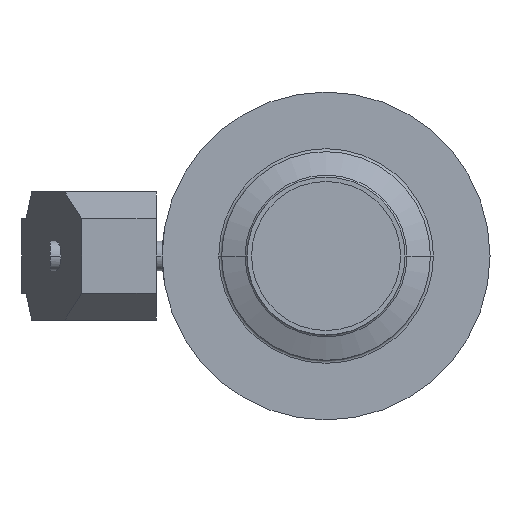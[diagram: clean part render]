
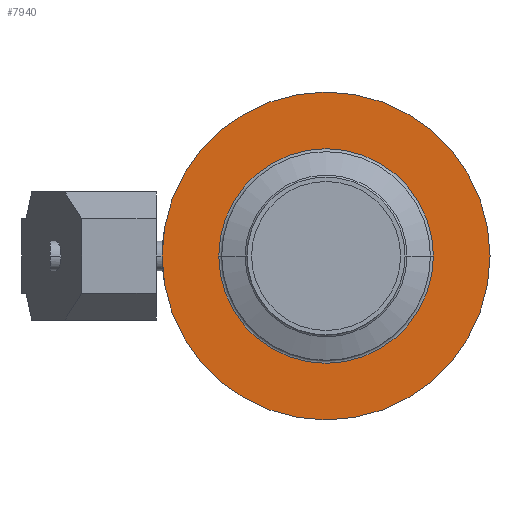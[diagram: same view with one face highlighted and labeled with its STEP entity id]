
A CAD part, left-side view. The second image highlights one B-rep face of the part: STEP entity #7940.
In plain terms, the highlighted planar face has unit normal (-1, 0, 0).
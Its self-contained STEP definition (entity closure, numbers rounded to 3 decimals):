
#7460=CARTESIAN_POINT('',(19.396,107.863,0.));
#7470=VERTEX_POINT('',#7460);
#7550=CARTESIAN_POINT('',(19.396,-2.137,
0.));
#7560=VERTEX_POINT('',#7550);
#7590=CARTESIAN_POINT('',(19.396,52.863,0.));
#7600=DIRECTION('',(-1.,0.,0.));
#7610=DIRECTION('',(0.,1.,0.));
#7620=AXIS2_PLACEMENT_3D('',#7590,#7600,#7610);
#7630=CIRCLE('',#7620,55.);
#7640=EDGE_CURVE('',#7560,#7470,#7630,.T.);
#7690=CARTESIAN_POINT('',(19.396,91.713,0.));
#7700=DIRECTION('',(1.,0.,0.));
#7710=DIRECTION('',(0.,-1.,0.));
#7720=AXIS2_PLACEMENT_3D('',#7690,#7700,#7710);
#7730=PLANE('',#7720);
#7740=EDGE_CURVE('',#7470,#7560,#7630,.T.);
#7750=ORIENTED_EDGE('',*,*,#7740,.T.);
#7760=ORIENTED_EDGE('',*,*,#7640,.T.);
#7770=EDGE_LOOP('',(#7760,#7750));
#7780=FACE_OUTER_BOUND('',#7770,.T.);
#7790=CARTESIAN_POINT('',(19.396,52.863,0.));
#7800=DIRECTION('',(-1.,0.,0.));
#7810=DIRECTION('',(0.,1.,0.));
#7820=AXIS2_PLACEMENT_3D('',#7790,#7800,#7810);
#7830=CIRCLE('',#7820,36.);
#7840=CARTESIAN_POINT('',(19.396,88.863,0.));
#7850=VERTEX_POINT('',#7840);
#7860=CARTESIAN_POINT('',(19.396,16.863,0.));
#7870=VERTEX_POINT('',#7860);
#7880=EDGE_CURVE('',#7850,#7870,#7830,.T.);
#7890=ORIENTED_EDGE('',*,*,#7880,.F.);
#7900=EDGE_CURVE('',#7870,#7850,#7830,.T.);
#7910=ORIENTED_EDGE('',*,*,#7900,.F.);
#7920=EDGE_LOOP('',(#7910,#7890));
#7930=FACE_BOUND('',#7920,.T.);
#7940=ADVANCED_FACE('',(#7780,#7930),#7730,.F.);
